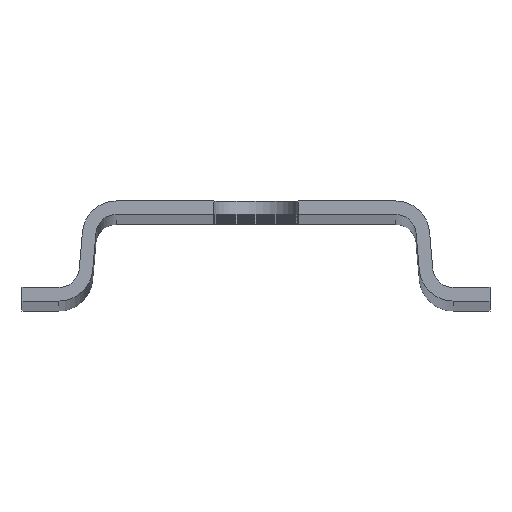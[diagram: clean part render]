
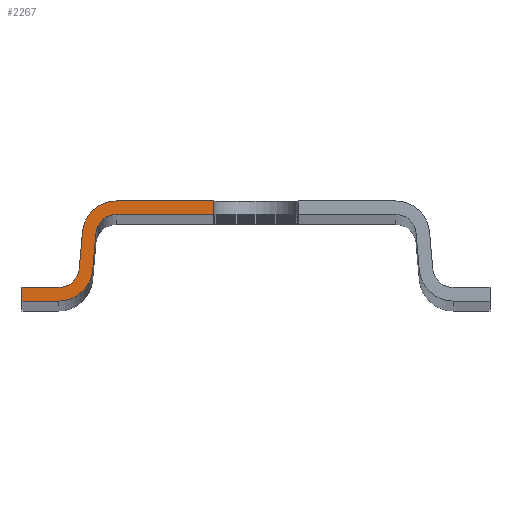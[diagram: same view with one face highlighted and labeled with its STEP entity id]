
A CAD part, top view. The second image highlights one B-rep face of the part: STEP entity #2267.
In plain terms, the highlighted planar face has unit normal (0, 0, 1).
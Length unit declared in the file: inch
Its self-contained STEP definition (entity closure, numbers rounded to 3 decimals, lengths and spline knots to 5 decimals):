
#51 = LINE ( 'NONE', #1224, #1527 ) ;
#85 = EDGE_CURVE ( 'NONE', #971, #3285, #3290, .T. ) ;
#124 = ORIENTED_EDGE ( 'NONE', *, *, #467, .F. ) ;
#159 = CARTESIAN_POINT ( 'NONE',  ( -0.47199, -0.09477, 6.38 ) ) ;
#222 = CARTESIAN_POINT ( 'NONE',  ( -0.52138, -0.2004, 6.38 ) ) ;
#225 = CARTESIAN_POINT ( 'NONE',  ( -0.58115, -0.29517, 6.38 ) ) ;
#228 = CIRCLE ( 'NONE', #2401, 0.1 ) ;
#261 = VERTEX_POINT ( 'NONE', #159 ) ;
#266 = DIRECTION ( 'NONE',  ( -0.087, -0.996, 0. ) ) ;
#285 = CARTESIAN_POINT ( 'NONE',  ( -0.69009, -0.29517, 6.38 ) ) ;
#323 = VECTOR ( 'NONE', #3243, 39.37008 ) ;
#432 = CARTESIAN_POINT ( 'NONE',  ( -0.51184, -0.09128, 6.38 ) ) ;
#461 = CARTESIAN_POINT ( 'NONE',  ( -0.58115, -0.19517, 6.38 ) ) ;
#467 = EDGE_CURVE ( 'NONE', #3285, #1413, #2510, .T. ) ;
#546 = VERTEX_POINT ( 'NONE', #225 ) ;
#615 = EDGE_CURVE ( 'NONE', #546, #3764, #51, .T. ) ;
#638 = EDGE_CURVE ( 'NONE', #1943, #971, #693, .T. ) ;
#654 = CARTESIAN_POINT ( 'NONE',  ( -0.58115, -0.25517, 6.38 ) ) ;
#658 = DIRECTION ( 'NONE',  ( 0., 0., 1. ) ) ;
#681 = ORIENTED_EDGE ( 'NONE', *, *, #2790, .F. ) ;
#693 = LINE ( 'NONE', #2737, #2582 ) ;
#710 = DIRECTION ( 'NONE',  ( 0., 0., -1. ) ) ;
#713 = EDGE_CURVE ( 'NONE', #3367, #3038, #2015, .T. ) ;
#736 = EDGE_CURVE ( 'NONE', #2026, #1943, #903, .T. ) ;
#787 = VECTOR ( 'NONE', #1360, 39.37008 ) ;
#801 = DIRECTION ( 'NONE',  ( 1., 0., 0. ) ) ;
#809 = ORIENTED_EDGE ( 'NONE', *, *, #638, .F. ) ;
#878 = EDGE_CURVE ( 'NONE', #3229, #546, #228, .T. ) ;
#903 = CIRCLE ( 'NONE', #2514, 0.1 ) ;
#904 = CARTESIAN_POINT ( 'NONE',  ( -0.58115, -0.19517, 6.38 ) ) ;
#934 = DIRECTION ( 'NONE',  ( -1., 0., 0. ) ) ;
#971 = VERTEX_POINT ( 'NONE', #3606 ) ;
#1006 = VECTOR ( 'NONE', #2929, 39.37008 ) ;
#1025 = CARTESIAN_POINT ( 'NONE',  ( -0.69009, -0.27517, 6.38 ) ) ;
#1051 = DIRECTION ( 'NONE',  ( -1., 0., 0. ) ) ;
#1078 = CARTESIAN_POINT ( 'NONE',  ( -0.41222, 0., 6.38 ) ) ;
#1187 = EDGE_LOOP ( 'NONE', ( #1501, #1681, #681, #3158, #1987, #2584, #2534, #3055, #124, #2864, #809, #1480 ) ) ;
#1224 = CARTESIAN_POINT ( 'NONE',  ( 3.66523, -0.29517, 6.38 ) ) ;
#1337 = CARTESIAN_POINT ( 'NONE',  ( -0.48154, -0.20389, 6.38 ) ) ;
#1358 = AXIS2_PLACEMENT_3D ( 'NONE', #3384, #710, #1896 ) ;
#1360 = DIRECTION ( 'NONE',  ( 0., -1., 0. ) ) ;
#1413 = VERTEX_POINT ( 'NONE', #3087 ) ;
#1480 = ORIENTED_EDGE ( 'NONE', *, *, #736, .F. ) ;
#1501 = ORIENTED_EDGE ( 'NONE', *, *, #2094, .F. ) ;
#1505 = EDGE_CURVE ( 'NONE', #3215, #3764, #1638, .T. ) ;
#1527 = VECTOR ( 'NONE', #934, 39.37008 ) ;
#1539 = PLANE ( 'NONE',  #1358 ) ;
#1638 = LINE ( 'NONE', #1025, #787 ) ;
#1681 = ORIENTED_EDGE ( 'NONE', *, *, #713, .F. ) ;
#1733 = LINE ( 'NONE', #222, #323 ) ;
#1738 = CARTESIAN_POINT ( 'NONE',  ( -0.125, 0., 6.38 ) ) ;
#1774 = CARTESIAN_POINT ( 'NONE',  ( -0.125, -0.04, 6.38 ) ) ;
#1866 = CARTESIAN_POINT ( 'NONE',  ( -0.52138, -0.2004, 6.38 ) ) ;
#1896 = DIRECTION ( 'NONE',  ( -1., 0., 0. ) ) ;
#1943 = VERTEX_POINT ( 'NONE', #1078 ) ;
#1987 = ORIENTED_EDGE ( 'NONE', *, *, #615, .F. ) ;
#2015 = CIRCLE ( 'NONE', #2894, 0.06 ) ;
#2026 = VERTEX_POINT ( 'NONE', #432 ) ;
#2094 = EDGE_CURVE ( 'NONE', #3038, #2026, #1733, .T. ) ;
#2140 = CARTESIAN_POINT ( 'NONE',  ( -0.41222, -0.1, 6.38 ) ) ;
#2191 = FACE_OUTER_BOUND ( 'NONE', #1187, .T. ) ;
#2245 = CARTESIAN_POINT ( 'NONE',  ( 3.66523, -0.04, 6.38 ) ) ;
#2255 = DIRECTION ( 'NONE',  ( 0., 0., 1. ) ) ;
#2267 = ADVANCED_FACE ( 'NONE', ( #2191 ), #1539, .F. ) ;
#2298 = LINE ( 'NONE', #3518, #2503 ) ;
#2336 = DIRECTION ( 'NONE',  ( 1., 0., 0. ) ) ;
#2339 = VECTOR ( 'NONE', #2825, 39.37008 ) ;
#2401 = AXIS2_PLACEMENT_3D ( 'NONE', #904, #3552, #2336 ) ;
#2424 = DIRECTION ( 'NONE',  ( 1., 0., 0. ) ) ;
#2503 = VECTOR ( 'NONE', #266, 39.37008 ) ;
#2510 = LINE ( 'NONE', #2245, #2339 ) ;
#2514 = AXIS2_PLACEMENT_3D ( 'NONE', #3178, #3157, #1051 ) ;
#2534 = ORIENTED_EDGE ( 'NONE', *, *, #3709, .F. ) ;
#2535 = VECTOR ( 'NONE', #801, 39.37008 ) ;
#2582 = VECTOR ( 'NONE', #2424, 39.37008 ) ;
#2584 = ORIENTED_EDGE ( 'NONE', *, *, #878, .F. ) ;
#2714 = DIRECTION ( 'NONE',  ( -1., 0., 0. ) ) ;
#2737 = CARTESIAN_POINT ( 'NONE',  ( 0., 0., 6.38 ) ) ;
#2790 = EDGE_CURVE ( 'NONE', #3215, #3367, #3126, .T. ) ;
#2792 = CIRCLE ( 'NONE', #3302, 0.06 ) ;
#2825 = DIRECTION ( 'NONE',  ( -1., 0., 0. ) ) ;
#2859 = DIRECTION ( 'NONE',  ( 1., 0., 0. ) ) ;
#2864 = ORIENTED_EDGE ( 'NONE', *, *, #85, .F. ) ;
#2894 = AXIS2_PLACEMENT_3D ( 'NONE', #461, #2255, #2859 ) ;
#2929 = DIRECTION ( 'NONE',  ( 0., -1., 0. ) ) ;
#3021 = EDGE_CURVE ( 'NONE', #1413, #261, #2792, .T. ) ;
#3038 = VERTEX_POINT ( 'NONE', #1866 ) ;
#3055 = ORIENTED_EDGE ( 'NONE', *, *, #3021, .F. ) ;
#3087 = CARTESIAN_POINT ( 'NONE',  ( -0.41222, -0.04, 6.38 ) ) ;
#3126 = LINE ( 'NONE', #3700, #2535 ) ;
#3157 = DIRECTION ( 'NONE',  ( 0., 0., -1. ) ) ;
#3158 = ORIENTED_EDGE ( 'NONE', *, *, #1505, .T. ) ;
#3178 = CARTESIAN_POINT ( 'NONE',  ( -0.41222, -0.1, 6.38 ) ) ;
#3215 = VERTEX_POINT ( 'NONE', #3756 ) ;
#3229 = VERTEX_POINT ( 'NONE', #1337 ) ;
#3243 = DIRECTION ( 'NONE',  ( 0.087, 0.996, 0. ) ) ;
#3285 = VERTEX_POINT ( 'NONE', #1774 ) ;
#3290 = LINE ( 'NONE', #1738, #1006 ) ;
#3302 = AXIS2_PLACEMENT_3D ( 'NONE', #2140, #658, #2714 ) ;
#3367 = VERTEX_POINT ( 'NONE', #654 ) ;
#3384 = CARTESIAN_POINT ( 'NONE',  ( 3.66523, 0., 6.38 ) ) ;
#3518 = CARTESIAN_POINT ( 'NONE',  ( -0.47199, -0.09477, 6.38 ) ) ;
#3552 = DIRECTION ( 'NONE',  ( 0., 0., -1. ) ) ;
#3606 = CARTESIAN_POINT ( 'NONE',  ( -0.125, 0., 6.38 ) ) ;
#3700 = CARTESIAN_POINT ( 'NONE',  ( 3.66523, -0.25517, 6.38 ) ) ;
#3709 = EDGE_CURVE ( 'NONE', #261, #3229, #2298, .T. ) ;
#3756 = CARTESIAN_POINT ( 'NONE',  ( -0.69009, -0.25517, 6.38 ) ) ;
#3764 = VERTEX_POINT ( 'NONE', #285 ) ;
